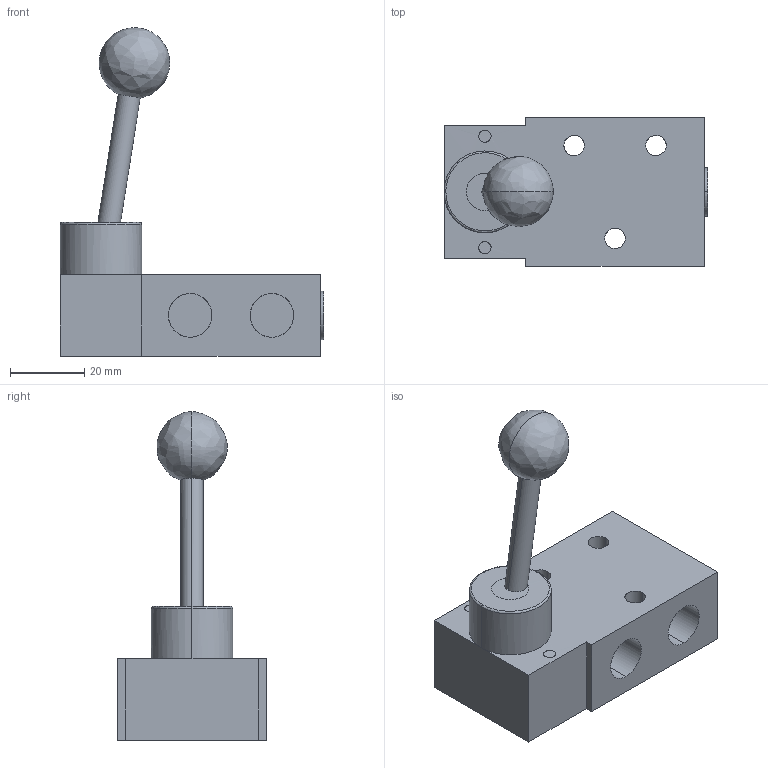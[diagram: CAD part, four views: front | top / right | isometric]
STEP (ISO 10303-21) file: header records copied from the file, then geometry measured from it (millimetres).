
FILE_DESCRIPTION (( 'STEP AP203' ), '1' );
FILE_NAME ('HV.311.701TT.STEP', '2018-11-23T13:24:46', ( '' ), ( '' ), 'SwSTEP 2.0', 'SolidWorks 2013', '' );
FILE_SCHEMA (( 'CONFIG_CONTROL_DESIGN' ));
Length unit declared in the file: millimetre
Products named in the file (1): HV.311.701TT
Bounding box: 71 x 40 x 88.39 mm (x, y, z)
Volume: 64200.4 mm3; surface area: 15309.1 mm2
Topology: 1 solids, 1 shells, 40 faces, 110 edges, 77 vertices
Faces by surface type: cylinder 18, plane 18, bspline 4
Entity records: 2007 total; most frequent: CARTESIAN_POINT 1018, ORIENTED_EDGE 216, DIRECTION 133, EDGE_CURVE 108, VERTEX_POINT 77, EDGE_LOOP 53, B_SPLINE_CURVE_WITH_KNOTS 53, AXIS2_PLACEMENT_3D 45
